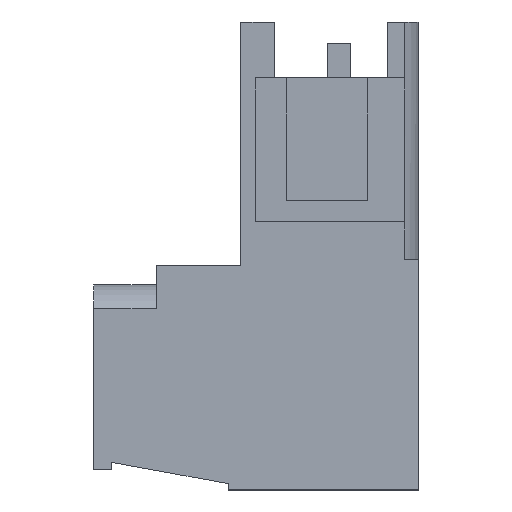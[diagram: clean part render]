
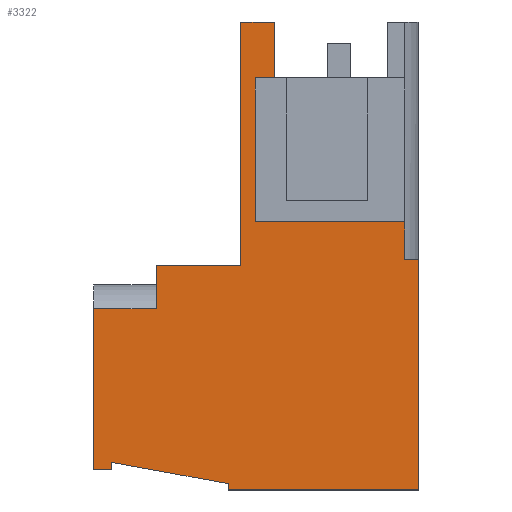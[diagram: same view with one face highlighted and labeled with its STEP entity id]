
A CAD part, left-side view. The second image highlights one B-rep face of the part: STEP entity #3322.
In plain terms, the highlighted planar face has unit normal (-1, 0, 0).
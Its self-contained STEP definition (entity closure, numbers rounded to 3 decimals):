
#1520=AXIS2_PLACEMENT_3D('Plane Axis2P3D',#1517,#1518,#1519) ;
#1502=CARTESIAN_POINT('Vertex',(0.98,6.785,19.415)) ;
#1517=CARTESIAN_POINT('Axis2P3D Location',(0.98,3.66,22.05)) ;
#1622=CARTESIAN_POINT('Vertex',(0.98,0.65,12.635)) ;
#1625=CARTESIAN_POINT('Line Origine',(0.98,0.65,11.743)) ;
#1629=CARTESIAN_POINT('Vertex',(0.98,0.65,10.85)) ;
#1687=CARTESIAN_POINT('Vertex',(0.98,6.785,22.05)) ;
#1690=CARTESIAN_POINT('Line Origine',(0.98,6.785,20.732)) ;
#2281=CARTESIAN_POINT('Line Origine',(0.98,7.23,19.415)) ;
#2285=CARTESIAN_POINT('Vertex',(0.98,7.675,19.415)) ;
#3101=CARTESIAN_POINT('Line Origine',(0.98,0.325,10.85)) ;
#3105=CARTESIAN_POINT('Vertex',(0.98,0.,10.85)) ;
#3200=CARTESIAN_POINT('Vertex',(0.98,7.675,12.635)) ;
#3203=CARTESIAN_POINT('Line Origine',(0.98,4.163,12.635)) ;
#3215=CARTESIAN_POINT('Line Origine',(0.98,7.675,16.025)) ;
#3220=CARTESIAN_POINT('Line Origine',(0.98,7.575,22.05)) ;
#3224=CARTESIAN_POINT('Vertex',(0.98,8.365,22.05)) ;
#3227=CARTESIAN_POINT('Line Origine',(0.98,8.365,16.318)) ;
#3231=CARTESIAN_POINT('Vertex',(0.98,8.365,10.586)) ;
#3234=CARTESIAN_POINT('Line Origine',(0.98,10.358,10.586)) ;
#3238=CARTESIAN_POINT('Vertex',(0.98,12.35,10.586)) ;
#3241=CARTESIAN_POINT('Line Origine',(0.98,12.35,9.568)) ;
#3245=CARTESIAN_POINT('Vertex',(0.98,12.35,8.55)) ;
#3248=CARTESIAN_POINT('Line Origine',(0.98,13.825,8.55)) ;
#3252=CARTESIAN_POINT('Vertex',(0.98,15.3,8.55)) ;
#3255=CARTESIAN_POINT('Line Origine',(0.98,15.3,4.75)) ;
#3259=CARTESIAN_POINT('Vertex',(0.98,15.3,0.95)) ;
#3262=CARTESIAN_POINT('Line Origine',(0.98,14.875,0.95)) ;
#3266=CARTESIAN_POINT('Vertex',(0.98,14.45,0.95)) ;
#3269=CARTESIAN_POINT('Line Origine',(0.98,14.45,1.127)) ;
#3273=CARTESIAN_POINT('Vertex',(0.98,14.45,1.303)) ;
#3276=CARTESIAN_POINT('Line Origine',(0.98,11.705,0.801)) ;
#3280=CARTESIAN_POINT('Vertex',(0.98,8.961,0.299)) ;
#3283=CARTESIAN_POINT('Line Origine',(0.98,8.961,0.149)) ;
#3287=CARTESIAN_POINT('Vertex',(0.98,8.961,0.)) ;
#3290=CARTESIAN_POINT('Line Origine',(0.98,4.48,0.)) ;
#3294=CARTESIAN_POINT('Vertex',(0.98,0.,0.)) ;
#3297=CARTESIAN_POINT('Line Origine',(0.98,0.,5.425)) ;
#1518=DIRECTION('Axis2P3D Direction',(1.,0.,0.)) ;
#1519=DIRECTION('Axis2P3D XDirection',(0.,1.,0.)) ;
#1626=DIRECTION('Vector Direction',(0.,0.,-1.)) ;
#1691=DIRECTION('Vector Direction',(0.,0.,1.)) ;
#2282=DIRECTION('Vector Direction',(0.,-1.,0.)) ;
#3102=DIRECTION('Vector Direction',(0.,-1.,0.)) ;
#3204=DIRECTION('Vector Direction',(0.,-1.,0.)) ;
#3216=DIRECTION('Vector Direction',(0.,0.,-1.)) ;
#3221=DIRECTION('Vector Direction',(0.,-1.,0.)) ;
#3228=DIRECTION('Vector Direction',(0.,0.,-1.)) ;
#3235=DIRECTION('Vector Direction',(0.,-1.,0.)) ;
#3242=DIRECTION('Vector Direction',(0.,0.,1.)) ;
#3249=DIRECTION('Vector Direction',(0.,-1.,0.)) ;
#3256=DIRECTION('Vector Direction',(0.,0.,1.)) ;
#3263=DIRECTION('Vector Direction',(0.,1.,0.)) ;
#3270=DIRECTION('Vector Direction',(0.,0.,-1.)) ;
#3277=DIRECTION('Vector Direction',(0.,-0.984,-0.18)) ;
#3284=DIRECTION('Vector Direction',(0.,0.,-1.)) ;
#3291=DIRECTION('Vector Direction',(0.,-1.,0.)) ;
#3298=DIRECTION('Vector Direction',(0.,0.,-1.)) ;
#1627=VECTOR('Line Direction',#1626,1.) ;
#1692=VECTOR('Line Direction',#1691,1.) ;
#2283=VECTOR('Line Direction',#2282,1.) ;
#3103=VECTOR('Line Direction',#3102,1.) ;
#3205=VECTOR('Line Direction',#3204,1.) ;
#3217=VECTOR('Line Direction',#3216,1.) ;
#3222=VECTOR('Line Direction',#3221,1.) ;
#3229=VECTOR('Line Direction',#3228,1.) ;
#3236=VECTOR('Line Direction',#3235,1.) ;
#3243=VECTOR('Line Direction',#3242,1.) ;
#3250=VECTOR('Line Direction',#3249,1.) ;
#3257=VECTOR('Line Direction',#3256,1.) ;
#3264=VECTOR('Line Direction',#3263,1.) ;
#3271=VECTOR('Line Direction',#3270,1.) ;
#3278=VECTOR('Line Direction',#3277,1.) ;
#3285=VECTOR('Line Direction',#3284,1.) ;
#3292=VECTOR('Line Direction',#3291,1.) ;
#3299=VECTOR('Line Direction',#3298,1.) ;
#3303=ORIENTED_EDGE('',*,*,#3207,.F.) ;
#3304=ORIENTED_EDGE('',*,*,#3219,.T.) ;
#3305=ORIENTED_EDGE('',*,*,#2287,.T.) ;
#3306=ORIENTED_EDGE('',*,*,#1694,.T.) ;
#3307=ORIENTED_EDGE('',*,*,#3226,.F.) ;
#3308=ORIENTED_EDGE('',*,*,#3233,.T.) ;
#3309=ORIENTED_EDGE('',*,*,#3240,.F.) ;
#3310=ORIENTED_EDGE('',*,*,#3247,.F.) ;
#3311=ORIENTED_EDGE('',*,*,#3254,.F.) ;
#3312=ORIENTED_EDGE('',*,*,#3261,.F.) ;
#3313=ORIENTED_EDGE('',*,*,#3268,.F.) ;
#3314=ORIENTED_EDGE('',*,*,#3275,.F.) ;
#3315=ORIENTED_EDGE('',*,*,#3282,.T.) ;
#3316=ORIENTED_EDGE('',*,*,#3289,.T.) ;
#3317=ORIENTED_EDGE('',*,*,#3296,.T.) ;
#3318=ORIENTED_EDGE('',*,*,#3301,.F.) ;
#3319=ORIENTED_EDGE('',*,*,#3107,.F.) ;
#3320=ORIENTED_EDGE('',*,*,#1631,.F.) ;
#3322=ADVANCED_FACE('HOUSING',(#3321),#1521,.F.) ;
#1631=EDGE_CURVE('',#1623,#1630,#1628,.T.) ;
#1694=EDGE_CURVE('',#1503,#1688,#1693,.T.) ;
#2287=EDGE_CURVE('',#2286,#1503,#2284,.T.) ;
#3107=EDGE_CURVE('',#1630,#3106,#3104,.T.) ;
#3207=EDGE_CURVE('',#3201,#1623,#3206,.T.) ;
#3219=EDGE_CURVE('',#3201,#2286,#3218,.F.) ;
#3226=EDGE_CURVE('',#3225,#1688,#3223,.T.) ;
#3233=EDGE_CURVE('',#3225,#3232,#3230,.T.) ;
#3240=EDGE_CURVE('',#3239,#3232,#3237,.T.) ;
#3247=EDGE_CURVE('',#3246,#3239,#3244,.T.) ;
#3254=EDGE_CURVE('',#3253,#3246,#3251,.T.) ;
#3261=EDGE_CURVE('',#3260,#3253,#3258,.T.) ;
#3268=EDGE_CURVE('',#3267,#3260,#3265,.T.) ;
#3275=EDGE_CURVE('',#3274,#3267,#3272,.T.) ;
#3282=EDGE_CURVE('',#3274,#3281,#3279,.T.) ;
#3289=EDGE_CURVE('',#3281,#3288,#3286,.T.) ;
#3296=EDGE_CURVE('',#3288,#3295,#3293,.T.) ;
#3301=EDGE_CURVE('',#3106,#3295,#3300,.T.) ;
#3302=EDGE_LOOP('',(#3303,#3304,#3305,#3306,#3307,#3308,#3309,#3310,#3311,#3312,#3313,#3314,#3315,#3316,#3317,#3318,#3319,#3320)) ;
#3321=FACE_OUTER_BOUND('',#3302,.T.) ;
#1628=LINE('Line',#1625,#1627) ;
#1693=LINE('Line',#1690,#1692) ;
#2284=LINE('Line',#2281,#2283) ;
#3104=LINE('Line',#3101,#3103) ;
#3206=LINE('Line',#3203,#3205) ;
#3218=LINE('Line',#3215,#3217) ;
#3223=LINE('Line',#3220,#3222) ;
#3230=LINE('Line',#3227,#3229) ;
#3237=LINE('Line',#3234,#3236) ;
#3244=LINE('Line',#3241,#3243) ;
#3251=LINE('Line',#3248,#3250) ;
#3258=LINE('Line',#3255,#3257) ;
#3265=LINE('Line',#3262,#3264) ;
#3272=LINE('Line',#3269,#3271) ;
#3279=LINE('Line',#3276,#3278) ;
#3286=LINE('Line',#3283,#3285) ;
#3293=LINE('Line',#3290,#3292) ;
#3300=LINE('Line',#3297,#3299) ;
#1521=PLANE('',#1520) ;
#1503=VERTEX_POINT('',#1502) ;
#1623=VERTEX_POINT('',#1622) ;
#1630=VERTEX_POINT('',#1629) ;
#1688=VERTEX_POINT('',#1687) ;
#2286=VERTEX_POINT('',#2285) ;
#3106=VERTEX_POINT('',#3105) ;
#3201=VERTEX_POINT('',#3200) ;
#3225=VERTEX_POINT('',#3224) ;
#3232=VERTEX_POINT('',#3231) ;
#3239=VERTEX_POINT('',#3238) ;
#3246=VERTEX_POINT('',#3245) ;
#3253=VERTEX_POINT('',#3252) ;
#3260=VERTEX_POINT('',#3259) ;
#3267=VERTEX_POINT('',#3266) ;
#3274=VERTEX_POINT('',#3273) ;
#3281=VERTEX_POINT('',#3280) ;
#3288=VERTEX_POINT('',#3287) ;
#3295=VERTEX_POINT('',#3294) ;
